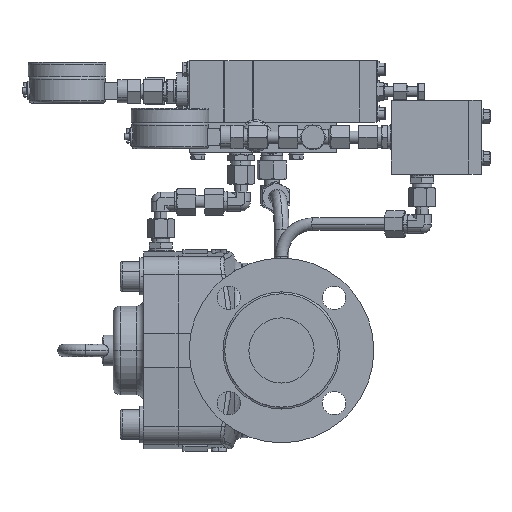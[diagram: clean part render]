
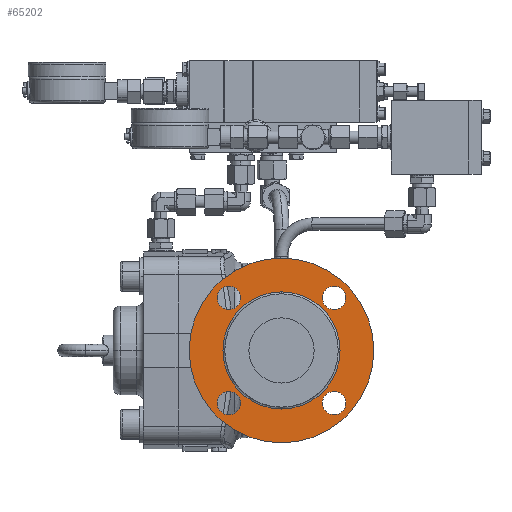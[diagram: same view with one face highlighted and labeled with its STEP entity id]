
A CAD part, left-side view. The second image highlights one B-rep face of the part: STEP entity #65202.
In plain terms, the highlighted planar face has unit normal (-1, 0, 0).
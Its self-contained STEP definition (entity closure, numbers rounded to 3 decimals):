
#487 = CIRCLE ( 'NONE', #33075, 9.5 ) ;
#2368 = AXIS2_PLACEMENT_3D ( 'NONE', #59003, #49816, #88225 ) ;
#3358 = DIRECTION ( 'NONE',  ( -1., 0., 0. ) ) ;
#5889 = EDGE_CURVE ( 'Defeature ausgef�hrt1_949+Defeature ausgef�hrt1_419+Defeature ausgef�hrt1_419+Defeature ausgef�hrt1_419', #26452, #48342, #39528, .T. ) ;
#5991 = DIRECTION ( 'NONE',  ( 0., 0., 1. ) ) ;
#6601 = EDGE_CURVE ( 'Defeature ausgef�hrt1_419+Defeature ausgef�hrt1_418+Defeature ausgef�hrt1_418+Defeature ausgef�hrt1_418', #52564, #68919, #123042, .T. ) ;
#7700 = CIRCLE ( 'NONE', #40410, 9.5 ) ;
#7797 = DIRECTION ( 'NONE',  ( -1., 0., 0. ) ) ;
#8296 = CIRCLE ( 'NONE', #122887, 9.5 ) ;
#10286 = EDGE_CURVE ( 'Defeature ausgef�hrt1_952+Defeature ausgef�hrt1_419+Defeature ausgef�hrt1_419+Defeature ausgef�hrt1_419', #27544, #49269, #114617, .T. ) ;
#12163 = FACE_BOUND ( 'NONE', #105875, .T. ) ;
#13929 = DIRECTION ( 'NONE',  ( 0., 0., 1. ) ) ;
#14160 = AXIS2_PLACEMENT_3D ( 'NONE', #69498, #3358, #117497 ) ;
#15036 = EDGE_LOOP ( 'NONE', ( #113577, #15301 ) ) ;
#15181 = VERTEX_POINT ( 'NONE', #66868 ) ;
#15301 = ORIENTED_EDGE ( 'NONE', *, *, #80854, .F. ) ;
#16814 = DIRECTION ( 'NONE',  ( -1., 0., 0. ) ) ;
#16868 = CARTESIAN_POINT ( 'NONE',  ( -125., 42.674, -52.174 ) ) ;
#17898 = DIRECTION ( 'NONE',  ( -1., 0., 0. ) ) ;
#19085 = EDGE_CURVE ( 'Defeature ausgef�hrt1_950+Defeature ausgef�hrt1_419+Defeature ausgef�hrt1_419+Defeature ausgef�hrt1_419', #63486, #94130, #74748, .T. ) ;
#19111 = EDGE_CURVE ( 'Defeature ausgef�hrt1_419+Defeature ausgef�hrt1_418+Defeature ausgef�hrt1_418+Defeature ausgef�hrt1_418', #68919, #52564, #59862, .T. ) ;
#19274 = CARTESIAN_POINT ( 'NONE',  ( -125., 42.674, -33.174 ) ) ;
#20498 = DIRECTION ( 'NONE',  ( 0., 0., 1. ) ) ;
#20656 = AXIS2_PLACEMENT_3D ( 'NONE', #104061, #17898, #123288 ) ;
#24681 = ORIENTED_EDGE ( 'NONE', *, *, #19085, .F. ) ;
#26452 = VERTEX_POINT ( 'NONE', #42755 ) ;
#27083 = DIRECTION ( 'NONE',  ( 0., 0., 1. ) ) ;
#27544 = VERTEX_POINT ( 'NONE', #19274 ) ;
#30116 = DIRECTION ( 'NONE',  ( -1., 0., 0. ) ) ;
#32335 = CARTESIAN_POINT ( 'NONE',  ( -125., 0., 75. ) ) ;
#33075 = AXIS2_PLACEMENT_3D ( 'NONE', #107486, #117097, #20498 ) ;
#34495 = CARTESIAN_POINT ( 'NONE',  ( -125., 42.674, 52.174 ) ) ;
#36480 = VERTEX_POINT ( 'NONE', #34495 ) ;
#37492 = CARTESIAN_POINT ( 'NONE',  ( -125., 0., 0. ) ) ;
#39224 = DIRECTION ( 'NONE',  ( -1., 0., 0. ) ) ;
#39528 = CIRCLE ( 'NONE', #61058, 9.5 ) ;
#40410 = AXIS2_PLACEMENT_3D ( 'NONE', #82932, #121317, #64085 ) ;
#40641 = FACE_BOUND ( 'NONE', #15036, .T. ) ;
#40810 = CIRCLE ( 'NONE', #82220, 47.55 ) ;
#41667 = ORIENTED_EDGE ( 'NONE', *, *, #107873, .T. ) ;
#42755 = CARTESIAN_POINT ( 'NONE',  ( -125., -42.674, -52.174 ) ) ;
#43897 = EDGE_CURVE ( 'Defeature ausgef�hrt1_951+Defeature ausgef�hrt1_419+Defeature ausgef�hrt1_419+Defeature ausgef�hrt1_419', #114559, #36480, #100989, .T. ) ;
#46355 = ORIENTED_EDGE ( 'NONE', *, *, #19111, .T. ) ;
#48342 = VERTEX_POINT ( 'NONE', #77475 ) ;
#49269 = VERTEX_POINT ( 'NONE', #16868 ) ;
#49816 = DIRECTION ( 'NONE',  ( -1., 0., 0. ) ) ;
#52564 = VERTEX_POINT ( 'NONE', #99974 ) ;
#54564 = EDGE_CURVE ( 'Defeature ausgef�hrt1_951+Defeature ausgef�hrt1_419+Defeature ausgef�hrt1_419+Defeature ausgef�hrt1_419', #36480, #114559, #8296, .T. ) ;
#55225 = DIRECTION ( 'NONE',  ( 0., 0., 1. ) ) ;
#56664 = AXIS2_PLACEMENT_3D ( 'NONE', #76020, #114389, #27083 ) ;
#56882 = EDGE_CURVE ( 'Defeature ausgef�hrt1_419+Defeature ausgef�hrt1_421+Defeature ausgef�hrt1_421+Defeature ausgef�hrt1_421', #75765, #15181, #97382, .T. ) ;
#59003 = CARTESIAN_POINT ( 'NONE',  ( -125., 46.05, 0. ) ) ;
#59324 = DIRECTION ( 'NONE',  ( 0., 0., 1. ) ) ;
#59751 = CARTESIAN_POINT ( 'NONE',  ( -125., 0., 0. ) ) ;
#59862 = CIRCLE ( 'NONE', #73482, 75. ) ;
#61058 = AXIS2_PLACEMENT_3D ( 'NONE', #83395, #16814, #5991 ) ;
#63486 = VERTEX_POINT ( 'NONE', #76480 ) ;
#63994 = CARTESIAN_POINT ( 'NONE',  ( -125., 0., 0. ) ) ;
#64085 = DIRECTION ( 'NONE',  ( 0., 0., 1. ) ) ;
#64420 = EDGE_LOOP ( 'NONE', ( #119650, #41667 ) ) ;
#65202 = ADVANCED_FACE ( 'Defeature ausgef�hrt1_419', ( #40641, #109368, #12163, #121375, #113922, #110927 ), #75369, .T. ) ;
#66868 = CARTESIAN_POINT ( 'NONE',  ( -125., 0., -47.55 ) ) ;
#68580 = CARTESIAN_POINT ( 'NONE',  ( -125., 0., 47.55 ) ) ;
#68919 = VERTEX_POINT ( 'NONE', #32335 ) ;
#69498 = CARTESIAN_POINT ( 'NONE',  ( -125., -42.674, -42.674 ) ) ;
#70467 = DIRECTION ( 'NONE',  ( -1., 0., 0. ) ) ;
#71677 = ORIENTED_EDGE ( 'NONE', *, *, #54564, .F. ) ;
#73482 = AXIS2_PLACEMENT_3D ( 'NONE', #37492, #7797, #84378 ) ;
#74078 = DIRECTION ( 'NONE',  ( 1., 0., 0. ) ) ;
#74748 = CIRCLE ( 'NONE', #56664, 9.5 ) ;
#75369 = PLANE ( 'NONE',  #2368 ) ;
#75716 = DIRECTION ( 'NONE',  ( 0., 0., 1. ) ) ;
#75765 = VERTEX_POINT ( 'NONE', #68580 ) ;
#76020 = CARTESIAN_POINT ( 'NONE',  ( -125., -42.674, 42.674 ) ) ;
#76480 = CARTESIAN_POINT ( 'NONE',  ( -125., -42.674, 52.174 ) ) ;
#77475 = CARTESIAN_POINT ( 'NONE',  ( -125., -42.674, -33.174 ) ) ;
#77537 = AXIS2_PLACEMENT_3D ( 'NONE', #109690, #70467, #13929 ) ;
#80854 = EDGE_CURVE ( 'Defeature ausgef�hrt1_952+Defeature ausgef�hrt1_419+Defeature ausgef�hrt1_419+Defeature ausgef�hrt1_419', #49269, #27544, #487, .T. ) ;
#82220 = AXIS2_PLACEMENT_3D ( 'NONE', #83667, #74078, #75716 ) ;
#82932 = CARTESIAN_POINT ( 'NONE',  ( -125., -42.674, 42.674 ) ) ;
#83395 = CARTESIAN_POINT ( 'NONE',  ( -125., -42.674, -42.674 ) ) ;
#83667 = CARTESIAN_POINT ( 'NONE',  ( -125., 0., 0. ) ) ;
#84378 = DIRECTION ( 'NONE',  ( 0., 0., 1. ) ) ;
#86998 = CARTESIAN_POINT ( 'NONE',  ( -125., 42.674, 42.674 ) ) ;
#88225 = DIRECTION ( 'NONE',  ( 0., 0., 1. ) ) ;
#90744 = EDGE_CURVE ( 'Defeature ausgef�hrt1_950+Defeature ausgef�hrt1_419+Defeature ausgef�hrt1_419+Defeature ausgef�hrt1_419', #94130, #63486, #7700, .T. ) ;
#93411 = CARTESIAN_POINT ( 'NONE',  ( -125., 42.674, 33.174 ) ) ;
#94130 = VERTEX_POINT ( 'NONE', #121842 ) ;
#94855 = EDGE_CURVE ( 'Defeature ausgef�hrt1_949+Defeature ausgef�hrt1_419+Defeature ausgef�hrt1_419+Defeature ausgef�hrt1_419', #48342, #26452, #103166, .T. ) ;
#97382 = CIRCLE ( 'NONE', #119571, 47.55 ) ;
#99974 = CARTESIAN_POINT ( 'NONE',  ( -125., 0., -75. ) ) ;
#100989 = CIRCLE ( 'NONE', #20656, 9.5 ) ;
#101102 = AXIS2_PLACEMENT_3D ( 'NONE', #59751, #39224, #59324 ) ;
#103166 = CIRCLE ( 'NONE', #14160, 9.5 ) ;
#104061 = CARTESIAN_POINT ( 'NONE',  ( -125., 42.674, 42.674 ) ) ;
#105875 = EDGE_LOOP ( 'NONE', ( #24681, #116027 ) ) ;
#106639 = EDGE_LOOP ( 'NONE', ( #114923, #123489 ) ) ;
#107419 = DIRECTION ( 'NONE',  ( 0., 0., 1. ) ) ;
#107486 = CARTESIAN_POINT ( 'NONE',  ( -125., 42.674, -42.674 ) ) ;
#107873 = EDGE_CURVE ( 'Defeature ausgef�hrt1_419+Defeature ausgef�hrt1_421+Defeature ausgef�hrt1_421+Defeature ausgef�hrt1_421', #15181, #75765, #40810, .T. ) ;
#109368 = FACE_BOUND ( 'NONE', #113189, .T. ) ;
#109690 = CARTESIAN_POINT ( 'NONE',  ( -125., 42.674, -42.674 ) ) ;
#110927 = FACE_OUTER_BOUND ( 'NONE', #115599, .T. ) ;
#113189 = EDGE_LOOP ( 'NONE', ( #71677, #118654 ) ) ;
#113577 = ORIENTED_EDGE ( 'NONE', *, *, #10286, .F. ) ;
#113762 = ORIENTED_EDGE ( 'NONE', *, *, #6601, .T. ) ;
#113922 = FACE_BOUND ( 'NONE', #64420, .T. ) ;
#114389 = DIRECTION ( 'NONE',  ( -1., 0., 0. ) ) ;
#114559 = VERTEX_POINT ( 'NONE', #93411 ) ;
#114617 = CIRCLE ( 'NONE', #77537, 9.5 ) ;
#114923 = ORIENTED_EDGE ( 'NONE', *, *, #94855, .F. ) ;
#115599 = EDGE_LOOP ( 'NONE', ( #46355, #113762 ) ) ;
#116027 = ORIENTED_EDGE ( 'NONE', *, *, #90744, .F. ) ;
#117097 = DIRECTION ( 'NONE',  ( -1., 0., 0. ) ) ;
#117497 = DIRECTION ( 'NONE',  ( 0., 0., 1. ) ) ;
#118654 = ORIENTED_EDGE ( 'NONE', *, *, #43897, .F. ) ;
#119571 = AXIS2_PLACEMENT_3D ( 'NONE', #63994, #120363, #55225 ) ;
#119650 = ORIENTED_EDGE ( 'NONE', *, *, #56882, .T. ) ;
#120363 = DIRECTION ( 'NONE',  ( 1., 0., 0. ) ) ;
#121317 = DIRECTION ( 'NONE',  ( -1., 0., 0. ) ) ;
#121375 = FACE_BOUND ( 'NONE', #106639, .T. ) ;
#121842 = CARTESIAN_POINT ( 'NONE',  ( -125., -42.674, 33.174 ) ) ;
#122887 = AXIS2_PLACEMENT_3D ( 'NONE', #86998, #30116, #107419 ) ;
#123042 = CIRCLE ( 'NONE', #101102, 75. ) ;
#123288 = DIRECTION ( 'NONE',  ( 0., 0., 1. ) ) ;
#123489 = ORIENTED_EDGE ( 'NONE', *, *, #5889, .F. ) ;
